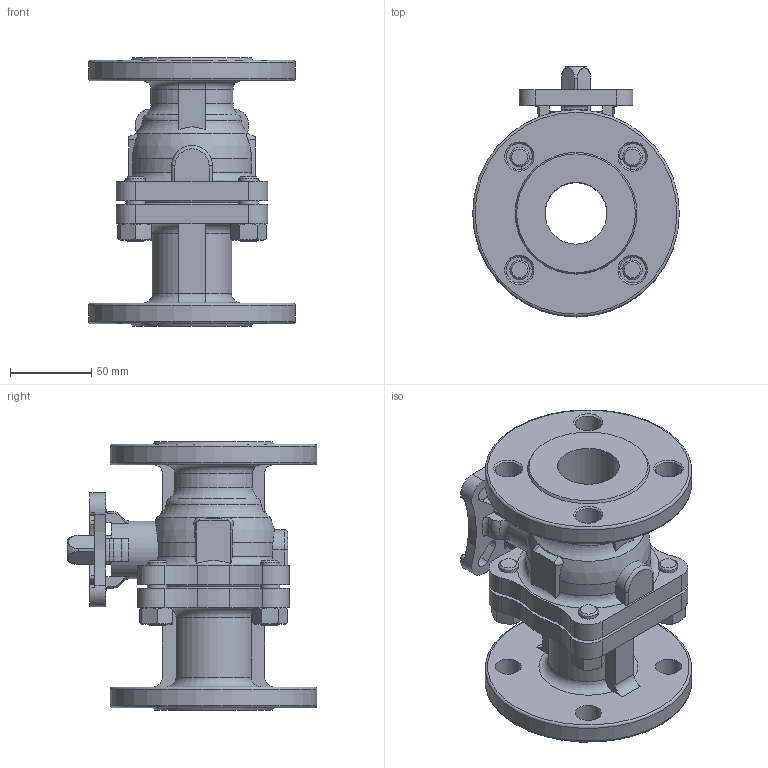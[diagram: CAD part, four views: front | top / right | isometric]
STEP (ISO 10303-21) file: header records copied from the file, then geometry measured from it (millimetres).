
FILE_DESCRIPTION(/* description */ ('STEP AP214'),/* implementation_level */ '2;1');
FILE_NAME(/* name */ '4810855_VZBF-11_2-P1-20-D-2-F0507-V15V15',/* time_stamp */ '2024-09-18T02:27:29+02:00',/* author */ ('License CC BY-ND 4.0'),/* organization */ ('CADENAS'),/* preprocessor_version */ 'ST-DEVELOPER v19.3',/* originating_system */ 'PARTsolutions',/* authorisation */ ' ');
FILE_SCHEMA (('AUTOMOTIVE_DESIGN {1 0 10303 214 3 1 1}'));
Length unit declared in the file: millimetre
Products named in the file (1): 4810855 VZBF-11/2-P1-20-D-2-F0507-V15V15
Bounding box: 127 x 153.5 x 165 mm (x, y, z)
Volume: 732839.1 mm3; surface area: 143638.9 mm2
Topology: 1 solids, 1 shells, 310 faces, 827 edges, 531 vertices
Faces by surface type: plane 108, cylinder 97, cone 72, torus 32, sphere 1
Full cylindrical faces by diameter (mm): 12 x8, 13.5 x4, 16 x8, 35.8 x1, 36 x1, 38 x1, 127 x2
Entity records: 9685 total; most frequent: CARTESIAN_POINT 2237, DIRECTION 1530, ORIENTED_EDGE 1512, EDGE_CURVE 756, AXIS2_PLACEMENT_3D 637, VERTEX_POINT 513, EDGE_LOOP 417, FACE_BOUND 417
